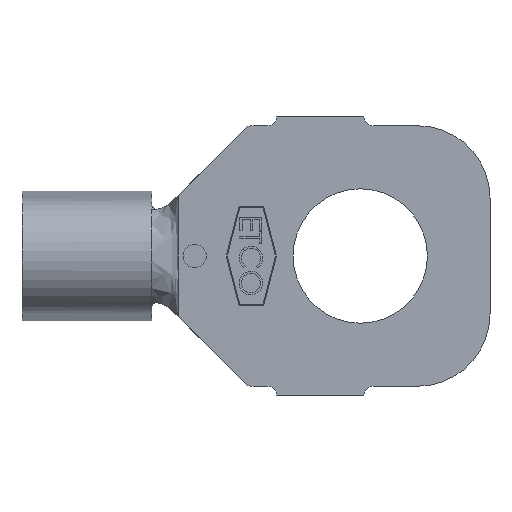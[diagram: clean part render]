
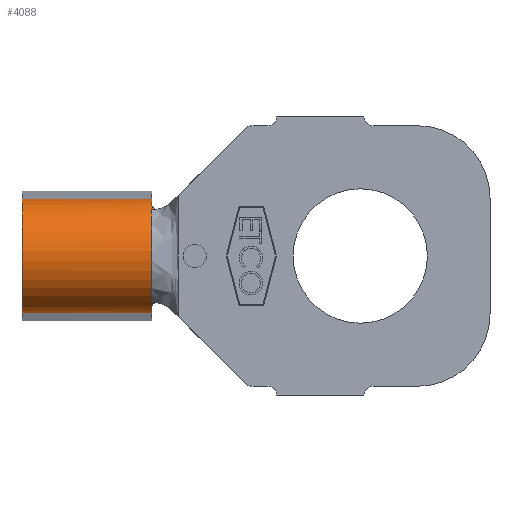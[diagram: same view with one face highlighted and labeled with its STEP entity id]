
A CAD part, front view. The second image highlights one B-rep face of the part: STEP entity #4088.
In plain terms, the highlighted cylindrical face has radius 1.575 mm (diameter 3.15 mm), a partial arc.
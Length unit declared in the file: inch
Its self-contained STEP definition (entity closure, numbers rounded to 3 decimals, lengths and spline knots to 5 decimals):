
#88 = CARTESIAN_POINT ( 'NONE',  ( -0.22104, 0.02601, -0.05052 ) ) ;
#132 = EDGE_CURVE ( 'NONE', #4165, #5561, #5422, .T. ) ;
#278 = CARTESIAN_POINT ( 'NONE',  ( -0.22415, 0.02905, 0.05255 ) ) ;
#286 = DIRECTION ( 'NONE',  ( 1., 0., 0. ) ) ;
#394 = VERTEX_POINT ( 'NONE', #5640 ) ;
#482 = VERTEX_POINT ( 'NONE', #4545 ) ;
#560 = CARTESIAN_POINT ( 'NONE',  ( -0.21645, 0.02476, -0.04957 ) ) ;
#581 = CARTESIAN_POINT ( 'NONE',  ( -0.365, 0.0541, -0.06149 ) ) ;
#618 = VECTOR ( 'NONE', #1044, 39.37008 ) ;
#730 = CARTESIAN_POINT ( 'NONE',  ( -0.225, 0.0332, 0.05491 ) ) ;
#741 = EDGE_CURVE ( 'NONE', #394, #826, #5261, .T. ) ;
#826 = VERTEX_POINT ( 'NONE', #2184 ) ;
#1004 = EDGE_CURVE ( 'NONE', #5194, #826, #2914, .T. ) ;
#1044 = DIRECTION ( 'NONE',  ( 1., 0., 0. ) ) ;
#1166 = CARTESIAN_POINT ( 'NONE',  ( -0.21883, 0.02504, 0.04978 ) ) ;
#1188 = DIRECTION ( 'NONE',  ( 1., 0., 0. ) ) ;
#1221 = CARTESIAN_POINT ( 'NONE',  ( -0.21645, 0.02476, 0.04957 ) ) ;
#1225 = CARTESIAN_POINT ( 'NONE',  ( -0.225, 0.0541, 0.06149 ) ) ;
#1502 = DIRECTION ( 'NONE',  ( 1., 0., 0. ) ) ;
#1602 = AXIS2_PLACEMENT_3D ( 'NONE', #3820, #1188, #4230 ) ;
#1674 = VERTEX_POINT ( 'NONE', #5229 ) ;
#1695 = CARTESIAN_POINT ( 'NONE',  ( -0.365, 0.062, 0. ) ) ;
#1708 = CARTESIAN_POINT ( 'NONE',  ( -0.225, 0.0332, -0.05491 ) ) ;
#1768 = CARTESIAN_POINT ( 'NONE',  ( -0.365, 0.0541, 0.06149 ) ) ;
#1805 = CYLINDRICAL_SURFACE ( 'NONE', #2526, 0.062 ) ;
#1813 = VERTEX_POINT ( 'NONE', #1896 ) ;
#1821 = LINE ( 'NONE', #581, #618 ) ;
#1896 = CARTESIAN_POINT ( 'NONE',  ( -0.365, 0.0541, 0.06149 ) ) ;
#2078 = CARTESIAN_POINT ( 'NONE',  ( -0.21645, 0.02476, 0.04957 ) ) ;
#2136 = CARTESIAN_POINT ( 'NONE',  ( -0.225, 0.02534, 0.05 ) ) ;
#2140 = DIRECTION ( 'NONE',  ( 1., 0., 0. ) ) ;
#2166 = B_SPLINE_CURVE_WITH_KNOTS ( 'NONE', 3,
 ( #1221, #3428, #4696, #2136 ),
 .UNSPECIFIED., .F., .F.,
 ( 4, 4 ),
 ( 0., 0.00022 ),
 .UNSPECIFIED. ) ;
#2184 = CARTESIAN_POINT ( 'NONE',  ( -0.225, 0.0332, 0.05491 ) ) ;
#2318 = ORIENTED_EDGE ( 'NONE', *, *, #2824, .T. ) ;
#2401 = AXIS2_PLACEMENT_3D ( 'NONE', #2471, #5453, #2910 ) ;
#2441 = ORIENTED_EDGE ( 'NONE', *, *, #4396, .T. ) ;
#2444 = ORIENTED_EDGE ( 'NONE', *, *, #1004, .F. ) ;
#2471 = CARTESIAN_POINT ( 'NONE',  ( -0.365, 0.062, 0. ) ) ;
#2502 = EDGE_CURVE ( 'NONE', #394, #1674, #2166, .T. ) ;
#2526 = AXIS2_PLACEMENT_3D ( 'NONE', #1695, #2140, #4277 ) ;
#2683 = CARTESIAN_POINT ( 'NONE',  ( -0.365, 0.0541, -0.06149 ) ) ;
#2727 = ORIENTED_EDGE ( 'NONE', *, *, #3485, .F. ) ;
#2796 = CARTESIAN_POINT ( 'NONE',  ( -0.22415, 0.02905, -0.05255 ) ) ;
#2824 = EDGE_CURVE ( 'NONE', #4728, #482, #1821, .T. ) ;
#2910 = DIRECTION ( 'NONE',  ( 0., 0., -1. ) ) ;
#2914 = CIRCLE ( 'NONE', #4223, 0.062 ) ;
#2944 = ORIENTED_EDGE ( 'NONE', *, *, #741, .T. ) ;
#2962 = CARTESIAN_POINT ( 'NONE',  ( -0.22104, 0.02601, 0.05052 ) ) ;
#2970 = CARTESIAN_POINT ( 'NONE',  ( -0.225, 0.062, 0. ) ) ;
#2993 = CIRCLE ( 'NONE', #5014, 0.062 ) ;
#2999 = ORIENTED_EDGE ( 'NONE', *, *, #5280, .F. ) ;
#3174 = CIRCLE ( 'NONE', #2401, 0.062 ) ;
#3191 = VERTEX_POINT ( 'NONE', #1708 ) ;
#3223 = CARTESIAN_POINT ( 'NONE',  ( -0.21884, 0.02504, -0.04978 ) ) ;
#3235 = LINE ( 'NONE', #1768, #5487 ) ;
#3391 = CARTESIAN_POINT ( 'NONE',  ( -0.225, 0.03106, 0.05379 ) ) ;
#3403 = DIRECTION ( 'NONE',  ( 0., 0., -1. ) ) ;
#3428 = CARTESIAN_POINT ( 'NONE',  ( -0.21928, 0.02509, 0.04982 ) ) ;
#3477 = EDGE_LOOP ( 'NONE', ( #2444, #2999, #4906, #2318, #2727, #2441, #4067, #4821, #4490, #2944 ) ) ;
#3485 = EDGE_CURVE ( 'NONE', #3191, #482, #2993, .T. ) ;
#3514 = CIRCLE ( 'NONE', #1602, 0.062 ) ;
#3522 = B_SPLINE_CURVE_WITH_KNOTS ( 'NONE', 3,
 ( #4878, #4900, #2796, #88, #3223, #560 ),
 .UNSPECIFIED., .F., .F.,
 ( 4, 2, 4 ),
 ( 0., 0.00018, 0.00036 ),
 .UNSPECIFIED. ) ;
#3820 = CARTESIAN_POINT ( 'NONE',  ( -0.225, 0.062, 0. ) ) ;
#3911 = CARTESIAN_POINT ( 'NONE',  ( -0.225, 0.02534, -0.05 ) ) ;
#4067 = ORIENTED_EDGE ( 'NONE', *, *, #132, .F. ) ;
#4073 = CARTESIAN_POINT ( 'NONE',  ( -0.21645, 0.02476, -0.04957 ) ) ;
#4085 = CARTESIAN_POINT ( 'NONE',  ( -0.21928, 0.02509, -0.04982 ) ) ;
#4088 = ADVANCED_FACE ( 'NONE', ( #5231 ), #1805, .T. ) ;
#4109 = CARTESIAN_POINT ( 'NONE',  ( -0.225, 0.062, 0. ) ) ;
#4165 = VERTEX_POINT ( 'NONE', #3911 ) ;
#4223 = AXIS2_PLACEMENT_3D ( 'NONE', #2970, #286, #3403 ) ;
#4230 = DIRECTION ( 'NONE',  ( 0., 0., -1. ) ) ;
#4277 = DIRECTION ( 'NONE',  ( 0., 0., -1. ) ) ;
#4396 = EDGE_CURVE ( 'NONE', #3191, #5561, #3522, .T. ) ;
#4421 = CARTESIAN_POINT ( 'NONE',  ( -0.225, 0.02534, -0.05 ) ) ;
#4490 = ORIENTED_EDGE ( 'NONE', *, *, #2502, .F. ) ;
#4534 = DIRECTION ( 'NONE',  ( 0., 0., -1. ) ) ;
#4541 = CARTESIAN_POINT ( 'NONE',  ( -0.22213, 0.02534, -0.05 ) ) ;
#4545 = CARTESIAN_POINT ( 'NONE',  ( -0.225, 0.0541, -0.06149 ) ) ;
#4550 = EDGE_CURVE ( 'NONE', #1674, #4165, #3514, .T. ) ;
#4696 = CARTESIAN_POINT ( 'NONE',  ( -0.22213, 0.02534, 0.05 ) ) ;
#4728 = VERTEX_POINT ( 'NONE', #2683 ) ;
#4777 = DIRECTION ( 'NONE',  ( 1., 0., 0. ) ) ;
#4821 = ORIENTED_EDGE ( 'NONE', *, *, #4550, .F. ) ;
#4878 = CARTESIAN_POINT ( 'NONE',  ( -0.225, 0.0332, -0.05491 ) ) ;
#4900 = CARTESIAN_POINT ( 'NONE',  ( -0.225, 0.03106, -0.05379 ) ) ;
#4906 = ORIENTED_EDGE ( 'NONE', *, *, #5004, .T. ) ;
#5004 = EDGE_CURVE ( 'NONE', #1813, #4728, #3174, .T. ) ;
#5014 = AXIS2_PLACEMENT_3D ( 'NONE', #4109, #1502, #4534 ) ;
#5116 = CARTESIAN_POINT ( 'NONE',  ( -0.21645, 0.02476, -0.04957 ) ) ;
#5194 = VERTEX_POINT ( 'NONE', #1225 ) ;
#5229 = CARTESIAN_POINT ( 'NONE',  ( -0.225, 0.02534, 0.05 ) ) ;
#5231 = FACE_OUTER_BOUND ( 'NONE', #3477, .T. ) ;
#5261 = B_SPLINE_CURVE_WITH_KNOTS ( 'NONE', 3,
 ( #2078, #1166, #2962, #278, #3391, #730 ),
 .UNSPECIFIED., .F., .F.,
 ( 4, 2, 4 ),
 ( 0., 0.00018, 0.00036 ),
 .UNSPECIFIED. ) ;
#5280 = EDGE_CURVE ( 'NONE', #1813, #5194, #3235, .T. ) ;
#5422 = B_SPLINE_CURVE_WITH_KNOTS ( 'NONE', 3,
 ( #4421, #4541, #4085, #4073 ),
 .UNSPECIFIED., .F., .F.,
 ( 4, 4 ),
 ( 0., 0.00022 ),
 .UNSPECIFIED. ) ;
#5453 = DIRECTION ( 'NONE',  ( 1., 0., 0. ) ) ;
#5487 = VECTOR ( 'NONE', #4777, 39.37008 ) ;
#5561 = VERTEX_POINT ( 'NONE', #5116 ) ;
#5640 = CARTESIAN_POINT ( 'NONE',  ( -0.21645, 0.02476, 0.04957 ) ) ;
